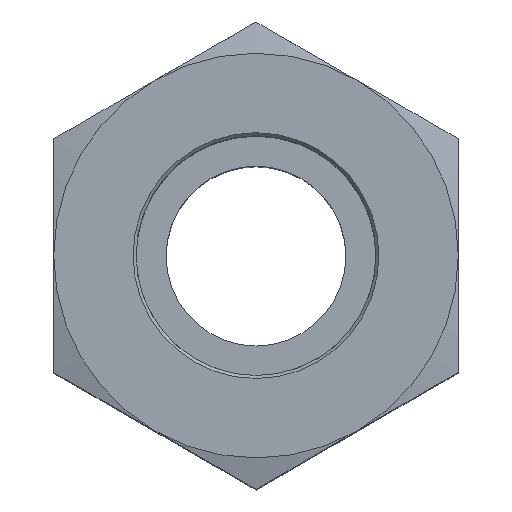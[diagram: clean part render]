
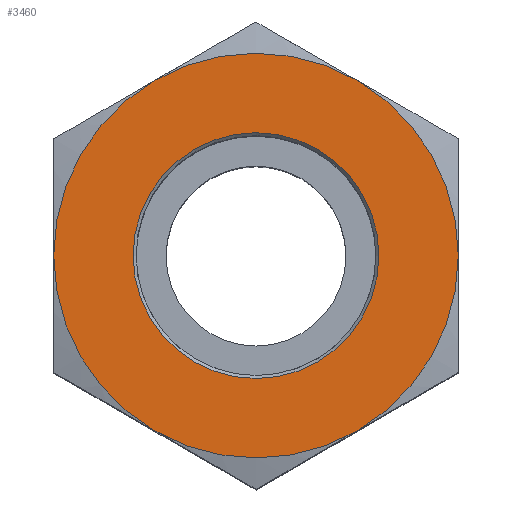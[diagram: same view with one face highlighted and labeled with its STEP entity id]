
A CAD part, top view. The second image highlights one B-rep face of the part: STEP entity #3460.
In plain terms, the highlighted planar face has unit normal (0, 0, 1).
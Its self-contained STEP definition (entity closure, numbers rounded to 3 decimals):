
#3221=CARTESIAN_POINT('',(13.5,0.,18.0));
#3222=VERTEX_POINT('',#3221);
#3275=CARTESIAN_POINT('',(6.75,11.691,18.0));
#3276=VERTEX_POINT('',#3275);
#3322=CARTESIAN_POINT('',(-6.75,11.691,18.0));
#3323=VERTEX_POINT('',#3322);
#3370=CARTESIAN_POINT('',(8.2,0.,18.0));
#3371=VERTEX_POINT('',#3370);
#3372=CARTESIAN_POINT('',(0.0,0.0,18.0));
#3373=DIRECTION('',(0.0,0.0,1.0));
#3374=DIRECTION('',(-1.0,0.0,0.0));
#3375=AXIS2_PLACEMENT_3D('',#3372,#3373,#3374);
#3376=CIRCLE('',#3375,8.2);
#3377=EDGE_CURVE('',#3371,#3371,#3376,.T.);
#3402=CARTESIAN_POINT('',(0.,0.0,18.0));
#3403=DIRECTION('',(0.0,0.0,1.0));
#3404=DIRECTION('',(1.0,0.0,0.0));
#3405=AXIS2_PLACEMENT_3D('',#3402,#3403,#3404);
#3406=PLANE('',#3405);
#3407=CARTESIAN_POINT('',(-6.75,-11.691,18.0));
#3408=VERTEX_POINT('',#3407);
#3409=CARTESIAN_POINT('',(6.75,-11.691,18.0));
#3410=VERTEX_POINT('',#3409);
#3411=CARTESIAN_POINT('',(0.0,0.0,18.0));
#3412=DIRECTION('',(0.0,0.0,1.0));
#3413=DIRECTION('',(-0.5,-0.866,0.0));
#3414=AXIS2_PLACEMENT_3D('',#3411,#3412,#3413);
#3415=CIRCLE('',#3414,13.5);
#3416=EDGE_CURVE('',#3408,#3410,#3415,.T.);
#3417=ORIENTED_EDGE('',*,*,#3416,.T.);
#3418=CARTESIAN_POINT('',(0.0,0.0,18.0));
#3419=DIRECTION('',(0.0,0.0,1.0));
#3420=DIRECTION('',(-0.5,-0.866,0.0));
#3421=AXIS2_PLACEMENT_3D('',#3418,#3419,#3420);
#3422=CIRCLE('',#3421,13.5);
#3423=EDGE_CURVE('',#3410,#3222,#3422,.T.);
#3424=ORIENTED_EDGE('',*,*,#3423,.T.);
#3425=CARTESIAN_POINT('',(0.0,0.0,18.0));
#3426=DIRECTION('',(0.0,0.0,1.0));
#3427=DIRECTION('',(-0.5,-0.866,0.0));
#3428=AXIS2_PLACEMENT_3D('',#3425,#3426,#3427);
#3429=CIRCLE('',#3428,13.5);
#3430=EDGE_CURVE('',#3222,#3276,#3429,.T.);
#3431=ORIENTED_EDGE('',*,*,#3430,.T.);
#3432=CARTESIAN_POINT('',(0.0,0.0,18.0));
#3433=DIRECTION('',(0.0,0.0,1.0));
#3434=DIRECTION('',(-0.5,-0.866,0.0));
#3435=AXIS2_PLACEMENT_3D('',#3432,#3433,#3434);
#3436=CIRCLE('',#3435,13.5);
#3437=EDGE_CURVE('',#3276,#3323,#3436,.T.);
#3438=ORIENTED_EDGE('',*,*,#3437,.T.);
#3439=CARTESIAN_POINT('',(-13.5,0.0,18.0));
#3440=VERTEX_POINT('',#3439);
#3441=CARTESIAN_POINT('',(0.0,0.0,18.0));
#3442=DIRECTION('',(0.0,0.0,1.0));
#3443=DIRECTION('',(-0.5,-0.866,0.0));
#3444=AXIS2_PLACEMENT_3D('',#3441,#3442,#3443);
#3445=CIRCLE('',#3444,13.5);
#3446=EDGE_CURVE('',#3323,#3440,#3445,.T.);
#3447=ORIENTED_EDGE('',*,*,#3446,.T.);
#3448=CARTESIAN_POINT('',(0.0,0.0,18.0));
#3449=DIRECTION('',(0.0,0.0,1.0));
#3450=DIRECTION('',(-0.5,-0.866,0.0));
#3451=AXIS2_PLACEMENT_3D('',#3448,#3449,#3450);
#3452=CIRCLE('',#3451,13.5);
#3453=EDGE_CURVE('',#3440,#3408,#3452,.T.);
#3454=ORIENTED_EDGE('',*,*,#3453,.T.);
#3455=EDGE_LOOP('',(#3417,#3424,#3431,#3438,#3447,#3454));
#3456=FACE_OUTER_BOUND('',#3455,.T.);
#3457=ORIENTED_EDGE('',*,*,#3377,.F.);
#3458=EDGE_LOOP('',(#3457));
#3459=FACE_BOUND('',#3458,.T.);
#3460=ADVANCED_FACE('',(#3456,#3459),#3406,.T.);
